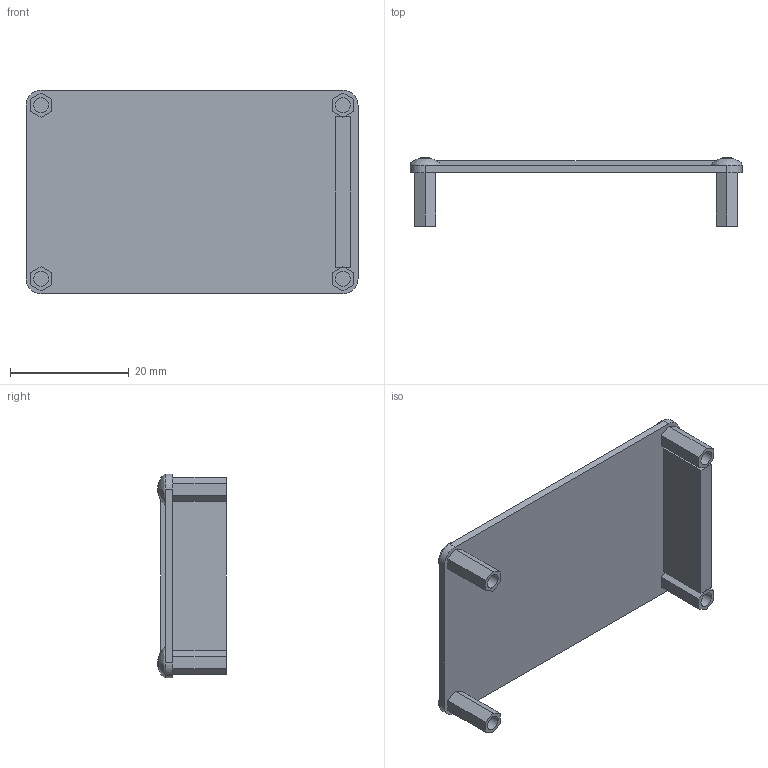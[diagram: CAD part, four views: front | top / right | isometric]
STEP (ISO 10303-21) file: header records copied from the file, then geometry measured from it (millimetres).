
FILE_DESCRIPTION(/* description */ (''),/* implementation_level */ '2;1');
FILE_NAME(/* name */ 'LCD v2.step',/* time_stamp */ '2023-08-14T13:29:25-04:00',/* author */ (''),/* organization */ (''),/* preprocessor_version */ 'ST-DEVELOPER v20',/* originating_system */ 'Autodesk Translation Framework v12.9.0.99',/* authorisation */ '');
FILE_SCHEMA (('AUTOMOTIVE_DESIGN { 1 0 10303 214 3 1 1 }'));
Length unit declared in the file: inch
Products named in the file (4): LCD; screen; standoff; base
Assembly tree (4 placements, depth 3):
  LCD
    base
    screen
    standoff
      base
Bounding box: 55.88 x 11.54 x 34.29 mm (x, y, z)
Volume: 7243.2 mm3; surface area: 12789.8 mm2
Topology: 11 solids, 11 shells, 132 faces, 312 edges, 192 vertices
Faces by surface type: plane 72, bspline 36, cylinder 24
Full cylindrical faces by diameter (mm): 2.54 x16
Entity records: 5323 total; most frequent: CARTESIAN_POINT 2893, ORIENTED_EDGE 496, DIRECTION 382, EDGE_CURVE 248, VERTEX_POINT 160, EDGE_LOOP 134, AXIS2_PLACEMENT_3D 129, LINE 124
